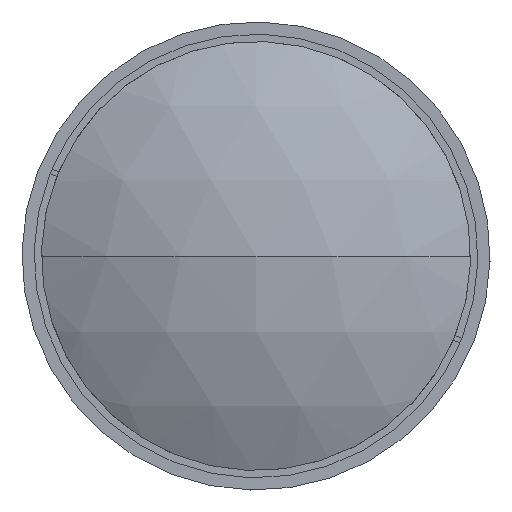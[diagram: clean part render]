
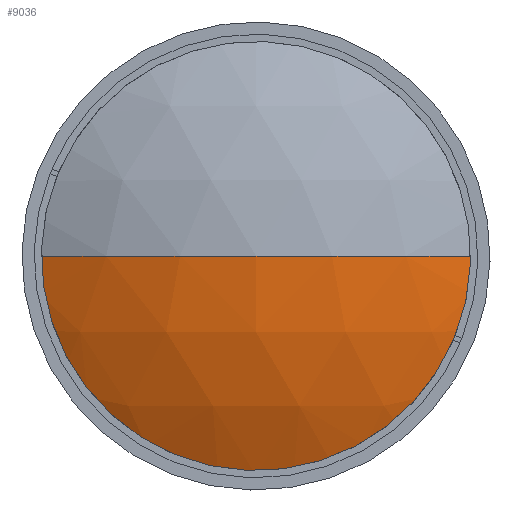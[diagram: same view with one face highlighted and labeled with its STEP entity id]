
A CAD part, left-side view. The second image highlights one B-rep face of the part: STEP entity #9036.
In plain terms, the highlighted spherical face has radius 93.74 mm.
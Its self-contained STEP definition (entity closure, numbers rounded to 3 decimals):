
#997 = CARTESIAN_POINT ( 'NONE',  ( 11.507, -45., 0. ) ) ;
#1357 = CARTESIAN_POINT ( 'NONE',  ( 11.507, 0., 0. ) ) ;
#1459 = VERTEX_POINT ( 'NONE', #5630 ) ;
#1656 = AXIS2_PLACEMENT_3D ( 'NONE', #8349, #3556, #2160 ) ;
#1818 = VERTEX_POINT ( 'NONE', #6350 ) ;
#2097 = DIRECTION ( 'NONE',  ( 0., 1., 0. ) ) ;
#2160 = DIRECTION ( 'NONE',  ( 1., 0., 0. ) ) ;
#2192 = EDGE_CURVE ( 'NONE', #1818, #1459, #5658, .T. ) ;
#2350 = VERTEX_POINT ( 'NONE', #997 ) ;
#2935 = DIRECTION ( 'NONE',  ( 0., 1., 0. ) ) ;
#2975 = CIRCLE ( 'NONE', #5929, 93.74 ) ;
#3527 = DIRECTION ( 'NONE',  ( -1., 0., 0. ) ) ;
#3556 = DIRECTION ( 'NONE',  ( 0., 0., 1. ) ) ;
#3619 = DIRECTION ( 'NONE',  ( 0., 0., 1. ) ) ;
#4412 = ORIENTED_EDGE ( 'NONE', *, *, #2192, .F. ) ;
#4835 = CARTESIAN_POINT ( 'NONE',  ( 93.74, 0., 0. ) ) ;
#4938 = DIRECTION ( 'NONE',  ( 0., 0., -1. ) ) ;
#5399 = EDGE_CURVE ( 'NONE', #1818, #2350, #6249, .T. ) ;
#5625 = CARTESIAN_POINT ( 'NONE',  ( 93.74, 0., 0. ) ) ;
#5630 = CARTESIAN_POINT ( 'NONE',  ( 0., 0., 0. ) ) ;
#5658 = CIRCLE ( 'NONE', #1656, 93.74 ) ;
#5908 = AXIS2_PLACEMENT_3D ( 'NONE', #4835, #8327, #2097 ) ;
#5929 = AXIS2_PLACEMENT_3D ( 'NONE', #5625, #4938, #2935 ) ;
#6249 = CIRCLE ( 'NONE', #8593, 45. ) ;
#6350 = CARTESIAN_POINT ( 'NONE',  ( 11.507, 45., 0. ) ) ;
#7155 = EDGE_CURVE ( 'NONE', #2350, #1459, #2975, .T. ) ;
#7623 = FACE_OUTER_BOUND ( 'NONE', #8491, .T. ) ;
#7671 = SPHERICAL_SURFACE ( 'NONE', #5908, 93.74 ) ;
#8221 = ORIENTED_EDGE ( 'NONE', *, *, #7155, .T. ) ;
#8327 = DIRECTION ( 'NONE',  ( 0., 0., -1. ) ) ;
#8349 = CARTESIAN_POINT ( 'NONE',  ( 93.74, 0., 0. ) ) ;
#8458 = ORIENTED_EDGE ( 'NONE', *, *, #5399, .T. ) ;
#8491 = EDGE_LOOP ( 'NONE', ( #8458, #8221, #4412 ) ) ;
#8593 = AXIS2_PLACEMENT_3D ( 'NONE', #1357, #3527, #3619 ) ;
#9036 = ADVANCED_FACE ( 'NONE', ( #7623 ), #7671, .T. ) ;
